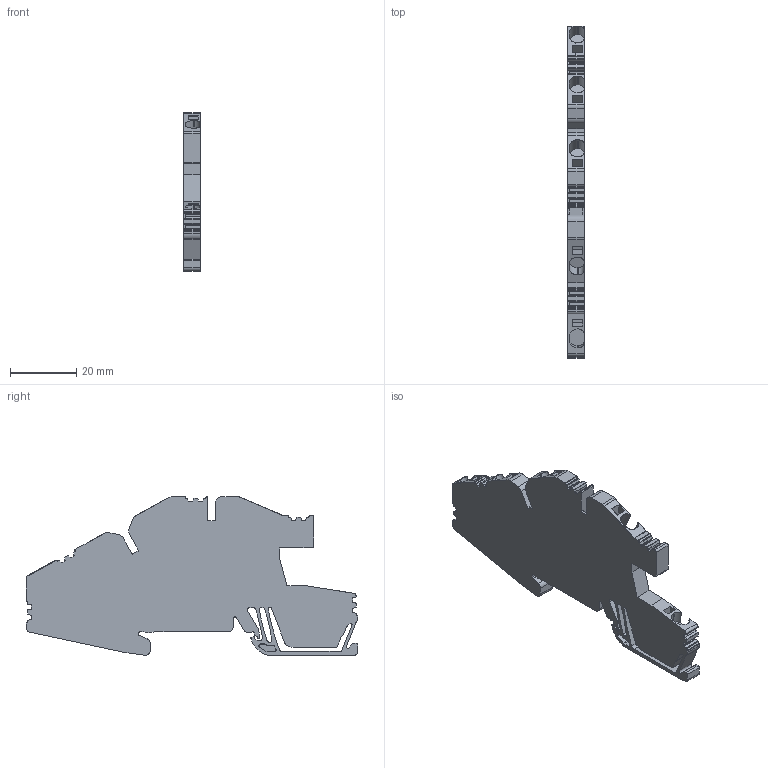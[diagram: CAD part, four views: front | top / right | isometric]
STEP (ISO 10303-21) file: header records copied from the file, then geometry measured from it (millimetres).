
FILE_DESCRIPTION(('CATIA V5 STEP Exchange','CAx-IF Rec.Pracs.--- Model Styling and Organization---1.4--- 2014-01-23'),'2;1');
FILE_NAME ('D1456950_0_1837050000_1837050000.stp','2020-02-10T12:05:21+00:00',('none'),('Weidmueller'),'CATIA Version 5-6 Release 2016 SP3 HF44','CATIA V5 STEP AP214','none');
FILE_SCHEMA(('AUTOMOTIVE_DESIGN { 1 0 10303 214 1 1 1 1 }'));
Length unit declared in the file: millimetre
Products named in the file (1): 1837050000_PDL_4_S-N-L-PE
Bounding box: 5.1 x 100 x 47.81 mm (x, y, z)
Volume: 14879.1 mm3; surface area: 9929.2 mm2
Topology: 6 solids, 6 shells, 591 faces, 1727 edges, 1158 vertices
Faces by surface type: plane 345, cylinder 214, extrusion 13, bspline 11, cone 8
Entity records: 19391 total; most frequent: CARTESIAN_POINT 4284, ORIENTED_EDGE 3454, DIRECTION 2565, EDGE_CURVE 1727, VECTOR 1159, VERTEX_POINT 1158, LINE 1146, AXIS2_PLACEMENT_3D 927
